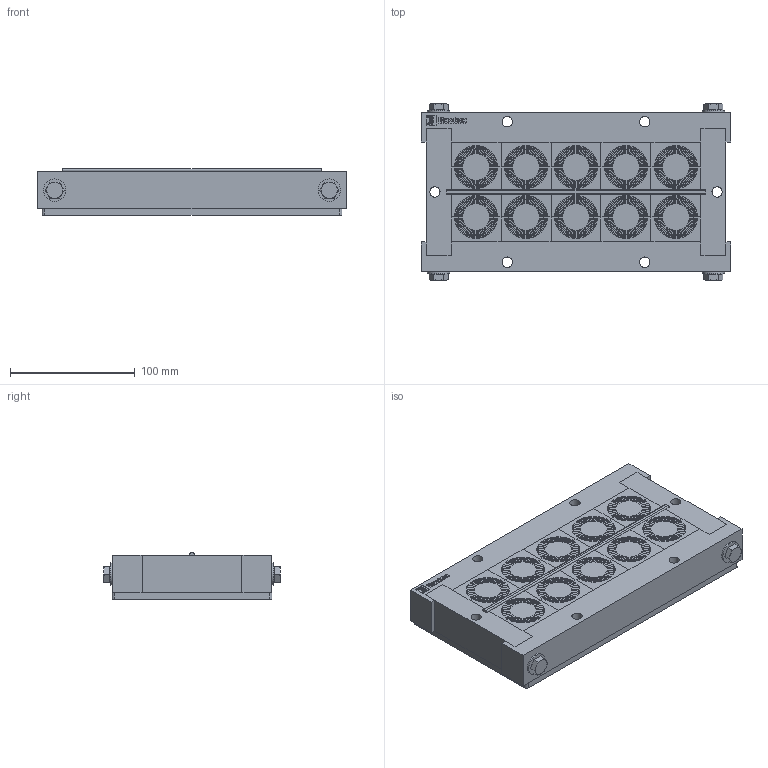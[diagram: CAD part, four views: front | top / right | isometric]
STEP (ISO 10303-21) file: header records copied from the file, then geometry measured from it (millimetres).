
FILE_DESCRIPTION(/* description */ ('https://test.transitdesigner.roxtec.com/app/projects/d62cba94-88d9-4684-9889-7539728dc05d/transits/699327dc-d1d1-44be-b7ef-f8da424ac23b/packingplan','CAx-IF Rec.Pracs.---Representation and Presentation of Product Manufacturing Information (PMI)---4.0---2014-10-13'),/* implementation_level */ '2;1');
FILE_NAME(/* name */ 'CRF CM (6).stp',/* time_stamp */ '2022-10-18T12:32:45+00:00',/* author */ ('RTD / 2022-10-18 / CRF CM'),/* organization */ ('Roxtec International AB / www.roxtec.com'),/* preprocessor_version */ 'ST-DEVELOPER v18.1',/* originating_system */ 'Autodesk Inventor 2022',/* authorisation */ '3DCadService 0.1.5.0-38297bb');
FILE_SCHEMA (('AP242_MANAGED_MODEL_BASED_3D_ENGINEERING_MIM_LF { 1 0 10303 442 1 1 4 }'));
Length unit declared in the file: centimetre
Products named in the file (1): CRF CM (6)
Bounding box: 248 x 141.4 x 37 mm (x, y, z)
Volume: 1000131.8 mm3; surface area: 100728.1 mm2
Topology: 1 solids, 1 shells, 706 faces, 1584 edges, 906 vertices
Faces by surface type: plane 617, bspline 37, cylinder 28, cone 24
Full cylindrical faces by diameter (mm): 8.3 x12, 11.5 x4, 18 x4
Entity records: 20136 total; most frequent: CARTESIAN_POINT 3882, DIRECTION 3316, ORIENTED_EDGE 3168, EDGE_CURVE 1584, AXIS2_PLACEMENT_3D 1184, LINE 948, VECTOR 948, VERTEX_POINT 906
